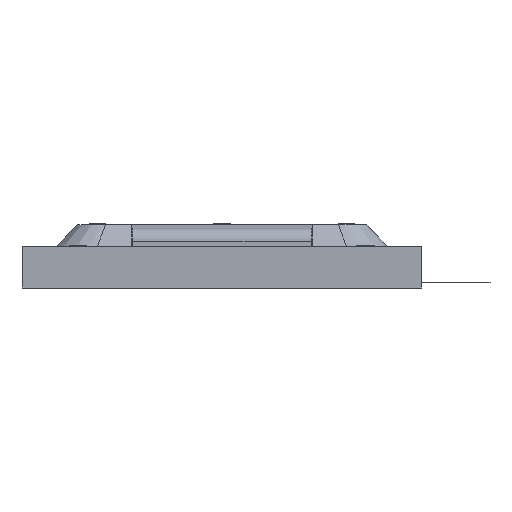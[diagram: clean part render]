
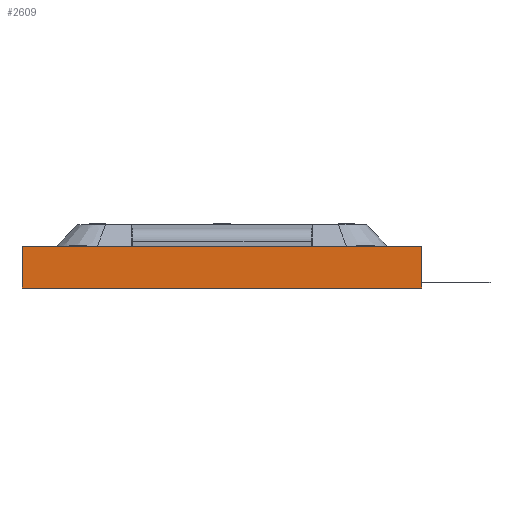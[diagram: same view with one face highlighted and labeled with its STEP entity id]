
A CAD part, front view. The second image highlights one B-rep face of the part: STEP entity #2609.
In plain terms, the highlighted planar face has unit normal (0, -1, 0).
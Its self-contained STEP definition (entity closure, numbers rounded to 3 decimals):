
#556 = VERTEX_POINT('',#557);
#557 = CARTESIAN_POINT('',(-59.35,-95.1,12.4));
#563 = EDGE_CURVE('',#564,#556,#566,.T.);
#564 = VERTEX_POINT('',#565);
#565 = CARTESIAN_POINT('',(59.35,-95.1,12.4));
#566 = LINE('',#567,#568);
#567 = CARTESIAN_POINT('',(59.35,-95.1,12.4));
#568 = VECTOR('',#569,1.);
#569 = DIRECTION('',(-1.,0.,0.));
#2565 = EDGE_CURVE('',#2566,#556,#2568,.T.);
#2566 = VERTEX_POINT('',#2567);
#2567 = CARTESIAN_POINT('',(-59.35,-95.1,0.));
#2568 = LINE('',#2569,#2570);
#2569 = CARTESIAN_POINT('',(-59.35,-95.1,0.));
#2570 = VECTOR('',#2571,1.);
#2571 = DIRECTION('',(0.,0.,1.));
#2591 = EDGE_CURVE('',#2592,#564,#2594,.T.);
#2592 = VERTEX_POINT('',#2593);
#2593 = CARTESIAN_POINT('',(59.35,-95.1,0.));
#2594 = LINE('',#2595,#2596);
#2595 = CARTESIAN_POINT('',(59.35,-95.1,0.));
#2596 = VECTOR('',#2597,1.);
#2597 = DIRECTION('',(0.,0.,1.));
#2609 = ADVANCED_FACE('',(#2610),#2621,.T.);
#2610 = FACE_BOUND('',#2611,.T.);
#2611 = EDGE_LOOP('',(#2612,#2613,#2614,#2615));
#2612 = ORIENTED_EDGE('',*,*,#2591,.T.);
#2613 = ORIENTED_EDGE('',*,*,#563,.T.);
#2614 = ORIENTED_EDGE('',*,*,#2565,.F.);
#2615 = ORIENTED_EDGE('',*,*,#2616,.F.);
#2616 = EDGE_CURVE('',#2592,#2566,#2617,.T.);
#2617 = LINE('',#2618,#2619);
#2618 = CARTESIAN_POINT('',(59.35,-95.1,0.));
#2619 = VECTOR('',#2620,1.);
#2620 = DIRECTION('',(-1.,0.,0.));
#2621 = PLANE('',#2622);
#2622 = AXIS2_PLACEMENT_3D('',#2623,#2624,#2625);
#2623 = CARTESIAN_POINT('',(59.35,-95.1,0.));
#2624 = DIRECTION('',(0.,-1.,0.));
#2625 = DIRECTION('',(-1.,0.,0.));
